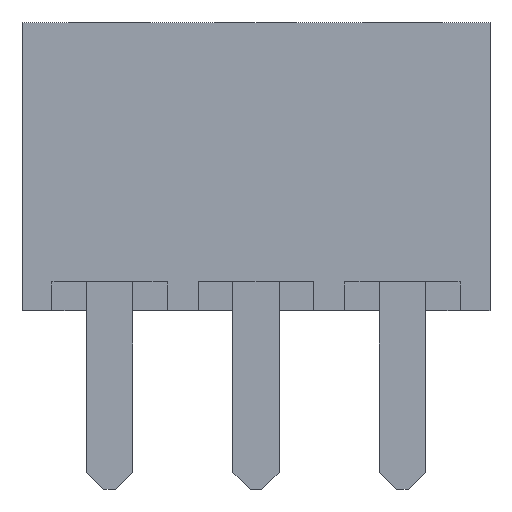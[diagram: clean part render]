
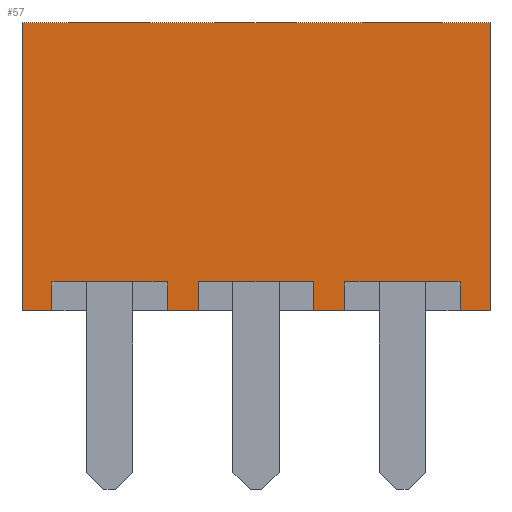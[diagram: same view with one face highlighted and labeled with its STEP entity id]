
A CAD part, left-side view. The second image highlights one B-rep face of the part: STEP entity #57.
In plain terms, the highlighted planar face has unit normal (-1, 0, 0).
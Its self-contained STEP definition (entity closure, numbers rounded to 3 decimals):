
#21 = EDGE_CURVE('',#22,#24,#26,.T.);
#22 = VERTEX_POINT('',#23);
#23 = CARTESIAN_POINT('',(0.,-6.6,0.));
#24 = VERTEX_POINT('',#25);
#25 = CARTESIAN_POINT('',(0.,-6.6,5.));
#26 = LINE('',#27,#28);
#27 = CARTESIAN_POINT('',(0.,-6.6,0.));
#28 = VECTOR('',#29,1.);
#29 = DIRECTION('',(0.,0.,1.));
#57 = ADVANCED_FACE('',(#58),#227,.F.);
#58 = FACE_BOUND('',#59,.F.);
#59 = EDGE_LOOP('',(#60,#70,#78,#84,#85,#93,#101,#109,#117,#125,#133,
#141,#149,#157,#165,#173,#181,#189,#197,#205,#213,#221));
#60 = ORIENTED_EDGE('',*,*,#61,.F.);
#61 = EDGE_CURVE('',#62,#64,#66,.T.);
#62 = VERTEX_POINT('',#63);
#63 = CARTESIAN_POINT('',(0.,1.52,0.));
#64 = VERTEX_POINT('',#65);
#65 = CARTESIAN_POINT('',(0.,1.,0.));
#66 = LINE('',#67,#68);
#67 = CARTESIAN_POINT('',(0.,1.52,0.));
#68 = VECTOR('',#69,1.);
#69 = DIRECTION('',(0.,-1.,0.));
#70 = ORIENTED_EDGE('',*,*,#71,.T.);
#71 = EDGE_CURVE('',#62,#72,#74,.T.);
#72 = VERTEX_POINT('',#73);
#73 = CARTESIAN_POINT('',(0.,1.52,5.));
#74 = LINE('',#75,#76);
#75 = CARTESIAN_POINT('',(0.,1.52,0.));
#76 = VECTOR('',#77,1.);
#77 = DIRECTION('',(0.,0.,1.));
#78 = ORIENTED_EDGE('',*,*,#79,.T.);
#79 = EDGE_CURVE('',#72,#24,#80,.T.);
#80 = LINE('',#81,#82);
#81 = CARTESIAN_POINT('',(0.,1.52,5.));
#82 = VECTOR('',#83,1.);
#83 = DIRECTION('',(0.,-1.,0.));
#84 = ORIENTED_EDGE('',*,*,#21,.F.);
#85 = ORIENTED_EDGE('',*,*,#86,.F.);
#86 = EDGE_CURVE('',#87,#22,#89,.T.);
#87 = VERTEX_POINT('',#88);
#88 = CARTESIAN_POINT('',(0.,-6.08,0.));
#89 = LINE('',#90,#91);
#90 = CARTESIAN_POINT('',(0.,1.52,0.));
#91 = VECTOR('',#92,1.);
#92 = DIRECTION('',(0.,-1.,0.));
#93 = ORIENTED_EDGE('',*,*,#94,.T.);
#94 = EDGE_CURVE('',#87,#95,#97,.T.);
#95 = VERTEX_POINT('',#96);
#96 = CARTESIAN_POINT('',(0.,-6.08,0.5));
#97 = LINE('',#98,#99);
#98 = CARTESIAN_POINT('',(0.,-6.08,0.));
#99 = VECTOR('',#100,1.);
#100 = DIRECTION('',(0.,-0.,1.));
#101 = ORIENTED_EDGE('',*,*,#102,.F.);
#102 = EDGE_CURVE('',#103,#95,#105,.T.);
#103 = VERTEX_POINT('',#104);
#104 = CARTESIAN_POINT('',(0.,-5.48,0.5));
#105 = LINE('',#106,#107);
#106 = CARTESIAN_POINT('',(0.,-1.78,0.5));
#107 = VECTOR('',#108,1.);
#108 = DIRECTION('',(0.,-1.,0.));
#109 = ORIENTED_EDGE('',*,*,#110,.F.);
#110 = EDGE_CURVE('',#111,#103,#113,.T.);
#111 = VERTEX_POINT('',#112);
#112 = CARTESIAN_POINT('',(0.,-4.68,0.5));
#113 = LINE('',#114,#115);
#114 = CARTESIAN_POINT('',(0.,-1.78,0.5));
#115 = VECTOR('',#116,1.);
#116 = DIRECTION('',(0.,-1.,0.));
#117 = ORIENTED_EDGE('',*,*,#118,.F.);
#118 = EDGE_CURVE('',#119,#111,#121,.T.);
#119 = VERTEX_POINT('',#120);
#120 = CARTESIAN_POINT('',(0.,-4.08,0.5));
#121 = LINE('',#122,#123);
#122 = CARTESIAN_POINT('',(0.,-1.78,0.5));
#123 = VECTOR('',#124,1.);
#124 = DIRECTION('',(0.,-1.,0.));
#125 = ORIENTED_EDGE('',*,*,#126,.T.);
#126 = EDGE_CURVE('',#119,#127,#129,.T.);
#127 = VERTEX_POINT('',#128);
#128 = CARTESIAN_POINT('',(0.,-4.08,0.));
#129 = LINE('',#130,#131);
#130 = CARTESIAN_POINT('',(0.,-4.08,0.));
#131 = VECTOR('',#132,1.);
#132 = DIRECTION('',(0.,0.,-1.));
#133 = ORIENTED_EDGE('',*,*,#134,.F.);
#134 = EDGE_CURVE('',#135,#127,#137,.T.);
#135 = VERTEX_POINT('',#136);
#136 = CARTESIAN_POINT('',(0.,-3.54,0.));
#137 = LINE('',#138,#139);
#138 = CARTESIAN_POINT('',(0.,1.52,0.));
#139 = VECTOR('',#140,1.);
#140 = DIRECTION('',(0.,-1.,0.));
#141 = ORIENTED_EDGE('',*,*,#142,.T.);
#142 = EDGE_CURVE('',#135,#143,#145,.T.);
#143 = VERTEX_POINT('',#144);
#144 = CARTESIAN_POINT('',(0.,-3.54,0.5));
#145 = LINE('',#146,#147);
#146 = CARTESIAN_POINT('',(0.,-3.54,0.));
#147 = VECTOR('',#148,1.);
#148 = DIRECTION('',(0.,-0.,1.));
#149 = ORIENTED_EDGE('',*,*,#150,.F.);
#150 = EDGE_CURVE('',#151,#143,#153,.T.);
#151 = VERTEX_POINT('',#152);
#152 = CARTESIAN_POINT('',(0.,-2.94,0.5));
#153 = LINE('',#154,#155);
#154 = CARTESIAN_POINT('',(0.,-0.51,0.5));
#155 = VECTOR('',#156,1.);
#156 = DIRECTION('',(0.,-1.,0.));
#157 = ORIENTED_EDGE('',*,*,#158,.F.);
#158 = EDGE_CURVE('',#159,#151,#161,.T.);
#159 = VERTEX_POINT('',#160);
#160 = CARTESIAN_POINT('',(0.,-2.14,0.5));
#161 = LINE('',#162,#163);
#162 = CARTESIAN_POINT('',(0.,-0.51,0.5));
#163 = VECTOR('',#164,1.);
#164 = DIRECTION('',(0.,-1.,0.));
#165 = ORIENTED_EDGE('',*,*,#166,.F.);
#166 = EDGE_CURVE('',#167,#159,#169,.T.);
#167 = VERTEX_POINT('',#168);
#168 = CARTESIAN_POINT('',(0.,-1.54,0.5));
#169 = LINE('',#170,#171);
#170 = CARTESIAN_POINT('',(0.,-0.51,0.5));
#171 = VECTOR('',#172,1.);
#172 = DIRECTION('',(0.,-1.,0.));
#173 = ORIENTED_EDGE('',*,*,#174,.T.);
#174 = EDGE_CURVE('',#167,#175,#177,.T.);
#175 = VERTEX_POINT('',#176);
#176 = CARTESIAN_POINT('',(0.,-1.54,0.));
#177 = LINE('',#178,#179);
#178 = CARTESIAN_POINT('',(0.,-1.54,0.));
#179 = VECTOR('',#180,1.);
#180 = DIRECTION('',(0.,0.,-1.));
#181 = ORIENTED_EDGE('',*,*,#182,.F.);
#182 = EDGE_CURVE('',#183,#175,#185,.T.);
#183 = VERTEX_POINT('',#184);
#184 = CARTESIAN_POINT('',(0.,-1.,0.));
#185 = LINE('',#186,#187);
#186 = CARTESIAN_POINT('',(0.,1.52,0.));
#187 = VECTOR('',#188,1.);
#188 = DIRECTION('',(0.,-1.,0.));
#189 = ORIENTED_EDGE('',*,*,#190,.T.);
#190 = EDGE_CURVE('',#183,#191,#193,.T.);
#191 = VERTEX_POINT('',#192);
#192 = CARTESIAN_POINT('',(0.,-1.,0.5));
#193 = LINE('',#194,#195);
#194 = CARTESIAN_POINT('',(0.,-1.,0.));
#195 = VECTOR('',#196,1.);
#196 = DIRECTION('',(0.,-0.,1.));
#197 = ORIENTED_EDGE('',*,*,#198,.F.);
#198 = EDGE_CURVE('',#199,#191,#201,.T.);
#199 = VERTEX_POINT('',#200);
#200 = CARTESIAN_POINT('',(0.,-0.4,0.5));
#201 = LINE('',#202,#203);
#202 = CARTESIAN_POINT('',(0.,0.76,0.5));
#203 = VECTOR('',#204,1.);
#204 = DIRECTION('',(0.,-1.,0.));
#205 = ORIENTED_EDGE('',*,*,#206,.F.);
#206 = EDGE_CURVE('',#207,#199,#209,.T.);
#207 = VERTEX_POINT('',#208);
#208 = CARTESIAN_POINT('',(0.,0.4,0.5));
#209 = LINE('',#210,#211);
#210 = CARTESIAN_POINT('',(0.,0.76,0.5));
#211 = VECTOR('',#212,1.);
#212 = DIRECTION('',(0.,-1.,0.));
#213 = ORIENTED_EDGE('',*,*,#214,.F.);
#214 = EDGE_CURVE('',#215,#207,#217,.T.);
#215 = VERTEX_POINT('',#216);
#216 = CARTESIAN_POINT('',(0.,1.,0.5));
#217 = LINE('',#218,#219);
#218 = CARTESIAN_POINT('',(0.,0.76,0.5));
#219 = VECTOR('',#220,1.);
#220 = DIRECTION('',(0.,-1.,0.));
#221 = ORIENTED_EDGE('',*,*,#222,.T.);
#222 = EDGE_CURVE('',#215,#64,#223,.T.);
#223 = LINE('',#224,#225);
#224 = CARTESIAN_POINT('',(0.,1.,0.));
#225 = VECTOR('',#226,1.);
#226 = DIRECTION('',(0.,0.,-1.));
#227 = PLANE('',#228);
#228 = AXIS2_PLACEMENT_3D('',#229,#230,#231);
#229 = CARTESIAN_POINT('',(0.,1.52,0.));
#230 = DIRECTION('',(1.,0.,-0.));
#231 = DIRECTION('',(0.,-1.,0.));
